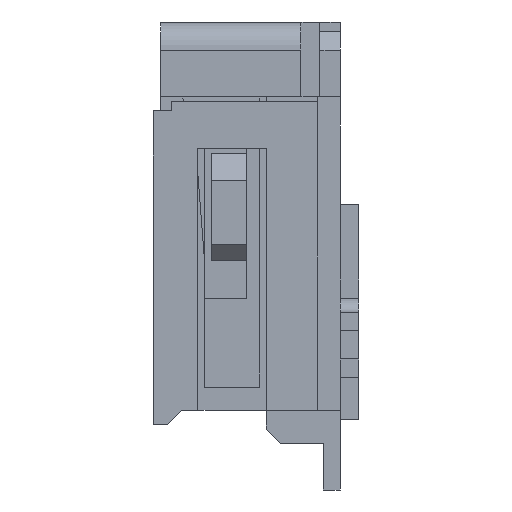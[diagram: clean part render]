
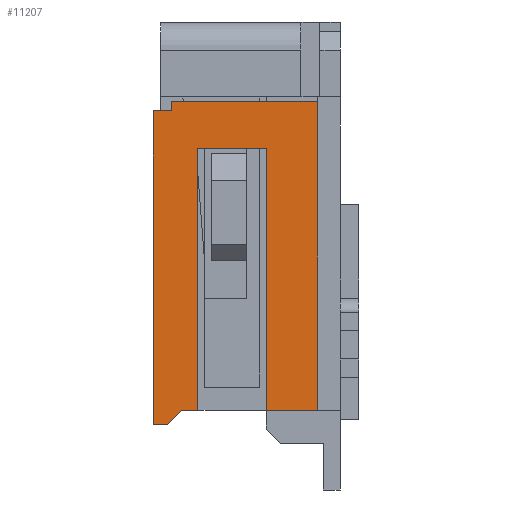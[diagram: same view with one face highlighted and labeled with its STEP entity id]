
A CAD part, left-side view. The second image highlights one B-rep face of the part: STEP entity #11207.
In plain terms, the highlighted planar face has unit normal (-1, 0, 0).
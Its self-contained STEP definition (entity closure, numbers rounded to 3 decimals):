
#2386=DIRECTION('',(0.,0.,-1.));
#2387=VECTOR('',#2386,3.3);
#2388=CARTESIAN_POINT('',(-6.9,0.24,3.45));
#2389=LINE('',#2388,#2387);
#2390=DIRECTION('',(0.,1.,0.));
#2391=VECTOR('',#2390,0.55);
#2392=CARTESIAN_POINT('',(-6.9,0.24,0.15));
#2393=LINE('',#2392,#2391);
#2394=DIRECTION('',(0.,0.,1.));
#2395=VECTOR('',#2394,2.8);
#2396=CARTESIAN_POINT('',(-6.9,0.79,0.15));
#2397=LINE('',#2396,#2395);
#2398=DIRECTION('',(0.,1.,0.));
#2399=VECTOR('',#2398,0.73);
#2400=CARTESIAN_POINT('',(-6.9,0.79,2.95));
#2401=LINE('',#2400,#2399);
#2402=DIRECTION('',(0.,0.,1.));
#2403=VECTOR('',#2402,2.8);
#2404=CARTESIAN_POINT('',(-6.9,1.52,0.15));
#2405=LINE('',#2404,#2403);
#2406=DIRECTION('',(0.,1.,0.));
#2407=VECTOR('',#2406,0.18);
#2408=CARTESIAN_POINT('',(-6.9,1.52,0.15));
#2409=LINE('',#2408,#2407);
#2410=DIRECTION('',(0.,-0.707,0.707));
#2411=VECTOR('',#2410,0.212);
#2412=CARTESIAN_POINT('',(-6.9,1.85,0.));
#2413=LINE('',#2412,#2411);
#2414=DIRECTION('',(0.,0.,1.));
#2415=VECTOR('',#2414,3.35);
#2416=CARTESIAN_POINT('',(-6.9,2.,0.));
#2417=LINE('',#2416,#2415);
#2418=DIRECTION('',(0.,-1.,0.));
#2419=VECTOR('',#2418,0.2);
#2420=CARTESIAN_POINT('',(-6.9,2.,3.35));
#2421=LINE('',#2420,#2419);
#2422=DIRECTION('',(0.,0.,-1.));
#2423=VECTOR('',#2422,0.1);
#2424=CARTESIAN_POINT('',(-6.9,1.8,3.45));
#2425=LINE('',#2424,#2423);
#2426=DIRECTION('',(0.,-1.,0.));
#2427=VECTOR('',#2426,1.56);
#2428=CARTESIAN_POINT('',(-6.9,1.8,3.45));
#2429=LINE('',#2428,#2427);
#6067=DIRECTION('',(0.,-1.,0.));
#6068=VECTOR('',#6067,0.15);
#6069=CARTESIAN_POINT('',(-6.9,2.,0.));
#6070=LINE('',#6069,#6068);
#6298=CARTESIAN_POINT('',(-6.9,2.,0.));
#6300=VERTEX_POINT('',#6298);
#6307=CARTESIAN_POINT('',(-6.9,1.85,0.));
#6309=VERTEX_POINT('',#6307);
#6313=CARTESIAN_POINT('',(-6.9,1.7,0.15));
#6314=VERTEX_POINT('',#6313);
#6337=CARTESIAN_POINT('',(-6.9,2.,3.35));
#6338=VERTEX_POINT('',#6337);
#6341=CARTESIAN_POINT('',(-6.9,1.8,3.35));
#6342=VERTEX_POINT('',#6341);
#6345=CARTESIAN_POINT('',(-6.9,1.8,3.45));
#6346=VERTEX_POINT('',#6345);
#6347=CARTESIAN_POINT('',(-6.9,0.79,2.95));
#6348=CARTESIAN_POINT('',(-6.9,1.52,2.95));
#6349=VERTEX_POINT('',#6347);
#6350=VERTEX_POINT('',#6348);
#6351=CARTESIAN_POINT('',(-6.9,1.52,0.15));
#6352=VERTEX_POINT('',#6351);
#6353=CARTESIAN_POINT('',(-6.9,0.79,0.15));
#6354=VERTEX_POINT('',#6353);
#6375=CARTESIAN_POINT('',(-6.9,0.24,3.45));
#6376=CARTESIAN_POINT('',(-6.9,0.24,0.15));
#6377=VERTEX_POINT('',#6375);
#6378=VERTEX_POINT('',#6376);
#11180=CARTESIAN_POINT('',(-6.9,2.,0.));
#11181=DIRECTION('',(-1.,0.,0.));
#11182=DIRECTION('',(0.,-1.,0.));
#11183=AXIS2_PLACEMENT_3D('',#11180,#11181,#11182);
#11184=PLANE('',#11183);
#11186=ORIENTED_EDGE('',*,*,#11185,.T.);
#11188=ORIENTED_EDGE('',*,*,#11187,.T.);
#11190=ORIENTED_EDGE('',*,*,#11189,.T.);
#11191=ORIENTED_EDGE('',*,*,#9680,.T.);
#11192=ORIENTED_EDGE('',*,*,#10766,.F.);
#11194=ORIENTED_EDGE('',*,*,#11193,.T.);
#11196=ORIENTED_EDGE('',*,*,#11195,.F.);
#11198=ORIENTED_EDGE('',*,*,#11197,.F.);
#11200=ORIENTED_EDGE('',*,*,#11199,.T.);
#11202=ORIENTED_EDGE('',*,*,#11201,.T.);
#11203=ORIENTED_EDGE('',*,*,#11157,.F.);
#11204=ORIENTED_EDGE('',*,*,#9584,.T.);
#11205=EDGE_LOOP('',(#11186,#11188,#11190,#11191,#11192,#11194,#11196,#11198,
#11200,#11202,#11203,#11204));
#11206=FACE_OUTER_BOUND('',#11205,.F.);
#11207=ADVANCED_FACE('',(#11206),#11184,.T.);
#9584=EDGE_CURVE('',#6346,#6377,#2429,.T.);
#9680=EDGE_CURVE('',#6349,#6350,#2401,.T.);
#10766=EDGE_CURVE('',#6352,#6350,#2405,.T.);
#11157=EDGE_CURVE('',#6346,#6342,#2425,.T.);
#11185=EDGE_CURVE('',#6377,#6378,#2389,.T.);
#11187=EDGE_CURVE('',#6378,#6354,#2393,.T.);
#11189=EDGE_CURVE('',#6354,#6349,#2397,.T.);
#11193=EDGE_CURVE('',#6352,#6314,#2409,.T.);
#11195=EDGE_CURVE('',#6309,#6314,#2413,.T.);
#11197=EDGE_CURVE('',#6300,#6309,#6070,.T.);
#11199=EDGE_CURVE('',#6300,#6338,#2417,.T.);
#11201=EDGE_CURVE('',#6338,#6342,#2421,.T.);
